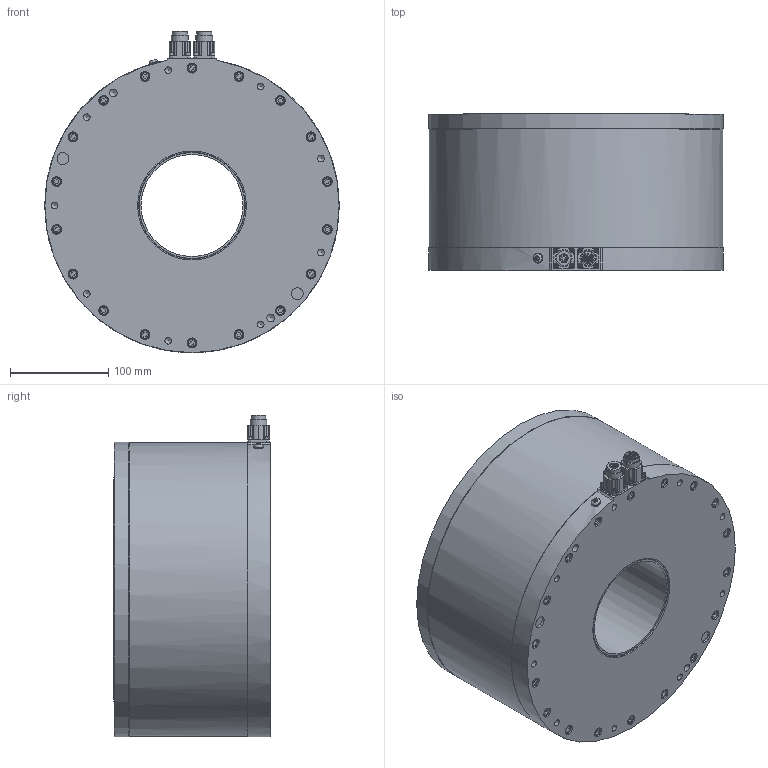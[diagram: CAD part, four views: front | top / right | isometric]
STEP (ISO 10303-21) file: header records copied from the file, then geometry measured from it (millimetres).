
FILE_DESCRIPTION (( 'STEP AP203' ), '1' );
FILE_NAME ('DMS74G(H).STEP', '2019-09-02T09:11:56', ( '' ), ( '' ), 'SwSTEP 2.0', 'SolidWorks 2015', '' );
FILE_SCHEMA (( 'CONFIG_CONTROL_DESIGN' ));
Length unit declared in the file: millimetre
Products named in the file (1): DMS74G(H)
Bounding box: 300 x 160 x 327.5 mm (x, y, z)
Volume: 9883026.5 mm3; surface area: 369295 mm2
Topology: 1 solids, 1 shells, 996 faces, 2218 edges, 1450 vertices
Faces by surface type: plane 596, cylinder 273, cone 86, torus 34, bspline 7
Full cylindrical faces by diameter (mm): 0.5 x17, 1 x24, 1.5 x2, 3.2 x6, 4 x8, 4.5 x8, 6.8 x17, 8 x4, 8.5 x34, 8.6 x32, 9 x1, 9.5 x1, 10 x34, 12 x4, 13 x6, 14.1 x1, 15 x8, 17 x2, 104 x1, 111 x1, 231 x1, 295.259 x1, 299.5 x1, 300 x1
Entity records: 25186 total; most frequent: CARTESIAN_POINT 4717, DIRECTION 4320, ORIENTED_EDGE 3494, EDGE_CURVE 1747, AXIS2_PLACEMENT_3D 1671, EDGE_LOOP 1566, VERTEX_POINT 1321, FACE_OUTER_BOUND 1252
